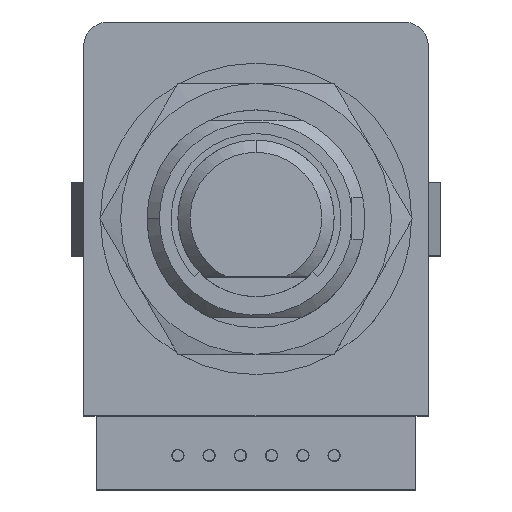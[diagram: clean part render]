
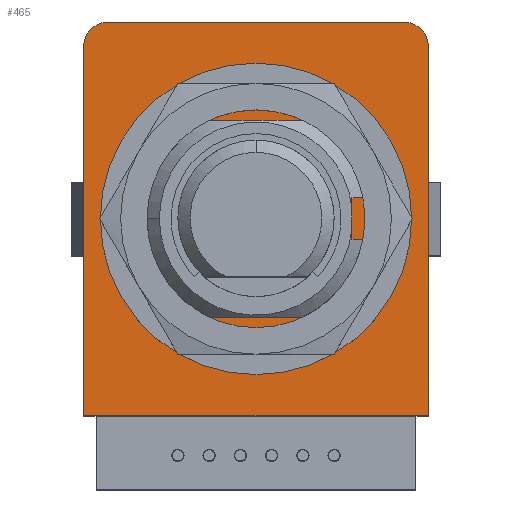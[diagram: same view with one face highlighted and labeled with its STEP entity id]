
A CAD part, top view. The second image highlights one B-rep face of the part: STEP entity #465.
In plain terms, the highlighted planar face has unit normal (0, 0, 1).
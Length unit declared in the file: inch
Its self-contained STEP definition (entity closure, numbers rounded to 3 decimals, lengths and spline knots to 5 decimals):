
#204 = EDGE_CURVE ( 'NONE', #16670, #10068, #24247, .T. ) ;
#209 = DIRECTION ( 'NONE',  ( -1., 0., 0. ) ) ;
#332 = EDGE_CURVE ( 'NONE', #24317, #22373, #10905, .T. ) ;
#465 = ADVANCED_FACE ( 'NONE', ( #1738, #14856 ), #11068, .F. ) ;
#525 = VECTOR ( 'NONE', #6672, 39.37008 ) ;
#829 = VERTEX_POINT ( 'NONE', #11374 ) ;
#839 = CARTESIAN_POINT ( 'NONE',  ( 0.23622, 0.27559, 0. ) ) ;
#854 = VECTOR ( 'NONE', #9995, 39.37008 ) ;
#891 = EDGE_CURVE ( 'NONE', #24317, #6372, #9872, .T. ) ;
#1534 = EDGE_CURVE ( 'NONE', #24035, #22143, #9517, .T. ) ;
#1611 = CARTESIAN_POINT ( 'NONE',  ( 0.19023, 0.03346, 0. ) ) ;
#1738 = FACE_BOUND ( 'NONE', #8041, .T. ) ;
#1767 = CARTESIAN_POINT ( 'NONE',  ( 0.0745, 0.15748, 0. ) ) ;
#1777 = DIRECTION ( 'NONE',  ( 0., -1., 0. ) ) ;
#1856 = CARTESIAN_POINT ( 'NONE',  ( -0.23622, 0.27559, 0. ) ) ;
#1899 = CARTESIAN_POINT ( 'NONE',  ( 0.17097, 0.03346, 0. ) ) ;
#2037 = EDGE_CURVE ( 'NONE', #23541, #21089, #14591, .T. ) ;
#2147 = EDGE_CURVE ( 'NONE', #11021, #6372, #2526, .T. ) ;
#2526 = CIRCLE ( 'NONE', #14213, 0.17421 ) ;
#2604 = EDGE_CURVE ( 'NONE', #10068, #23541, #13040, .T. ) ;
#2755 = CARTESIAN_POINT ( 'NONE',  ( 0., 0., 0. ) ) ;
#2957 = ORIENTED_EDGE ( 'NONE', *, *, #204, .T. ) ;
#3026 = ORIENTED_EDGE ( 'NONE', *, *, #13037, .T. ) ;
#3090 = CARTESIAN_POINT ( 'NONE',  ( 0.15354, 0.03346, 0. ) ) ;
#4117 = AXIS2_PLACEMENT_3D ( 'NONE', #4401, #17648, #21567 ) ;
#4120 = CARTESIAN_POINT ( 'NONE',  ( -0.23622, 0.27559, 0. ) ) ;
#4244 = VECTOR ( 'NONE', #15358, 39.37008 ) ;
#4315 = CARTESIAN_POINT ( 'NONE',  ( -0.27559, -0.31496, 0. ) ) ;
#4361 = VECTOR ( 'NONE', #20182, 39.37008 ) ;
#4401 = CARTESIAN_POINT ( 'NONE',  ( 0., 0., 0. ) ) ;
#4632 = CARTESIAN_POINT ( 'NONE',  ( 0.27559, -0.31496, 0. ) ) ;
#4680 = CARTESIAN_POINT ( 'NONE',  ( -0.27559, 0.27559, 0. ) ) ;
#5135 = EDGE_CURVE ( 'NONE', #21089, #15805, #6665, .T. ) ;
#5149 = EDGE_CURVE ( 'NONE', #15805, #829, #16444, .T. ) ;
#5691 = ORIENTED_EDGE ( 'NONE', *, *, #14047, .T. ) ;
#5696 = LINE ( 'NONE', #11240, #8506 ) ;
#5750 = LINE ( 'NONE', #24736, #15932 ) ;
#6187 = AXIS2_PLACEMENT_3D ( 'NONE', #15163, #21377, #17332 ) ;
#6372 = VERTEX_POINT ( 'NONE', #16052 ) ;
#6476 = AXIS2_PLACEMENT_3D ( 'NONE', #4120, #11807, #18111 ) ;
#6490 = ORIENTED_EDGE ( 'NONE', *, *, #8522, .T. ) ;
#6501 = AXIS2_PLACEMENT_3D ( 'NONE', #1856, #17519, #9939 ) ;
#6665 = LINE ( 'NONE', #19927, #4361 ) ;
#6672 = DIRECTION ( 'NONE',  ( 1., 0., 0. ) ) ;
#7129 = DIRECTION ( 'NONE',  ( 0., -1., 0. ) ) ;
#7365 = VERTEX_POINT ( 'NONE', #1899 ) ;
#7439 = CARTESIAN_POINT ( 'NONE',  ( 0.15354, -0.03346, 0. ) ) ;
#7941 = ORIENTED_EDGE ( 'NONE', *, *, #332, .F. ) ;
#8041 = EDGE_LOOP ( 'NONE', ( #8401, #10302, #10286, #5691, #7941, #19183, #19229, #22829, #3026 ) ) ;
#8401 = ORIENTED_EDGE ( 'NONE', *, *, #13271, .F. ) ;
#8506 = VECTOR ( 'NONE', #24934, 39.37008 ) ;
#8522 = EDGE_CURVE ( 'NONE', #829, #16670, #5750, .T. ) ;
#8547 = DIRECTION ( 'NONE',  ( 0., 0., 1. ) ) ;
#9149 = CARTESIAN_POINT ( 'NONE',  ( 0.0745, -0.15748, 0. ) ) ;
#9517 = LINE ( 'NONE', #22808, #13825 ) ;
#9810 = DIRECTION ( 'NONE',  ( 0., 0., 1. ) ) ;
#9872 = LINE ( 'NONE', #11761, #854 ) ;
#9939 = DIRECTION ( 'NONE',  ( -1., 0., 0. ) ) ;
#9995 = DIRECTION ( 'NONE',  ( -1., 0., 0. ) ) ;
#10066 = DIRECTION ( 'NONE',  ( -1., 0., 0. ) ) ;
#10068 = VERTEX_POINT ( 'NONE', #4680 ) ;
#10286 = ORIENTED_EDGE ( 'NONE', *, *, #1534, .T. ) ;
#10302 = ORIENTED_EDGE ( 'NONE', *, *, #19761, .T. ) ;
#10454 = DIRECTION ( 'NONE',  ( 0., 0., 1. ) ) ;
#10905 = CIRCLE ( 'NONE', #22233, 0.17421 ) ;
#10916 = EDGE_LOOP ( 'NONE', ( #12552, #14669, #16531, #6490, #2957, #12920 ) ) ;
#10959 = LINE ( 'NONE', #1611, #15102 ) ;
#11005 = CARTESIAN_POINT ( 'NONE',  ( 0.17097, -0.03346, 0. ) ) ;
#11021 = VERTEX_POINT ( 'NONE', #17145 ) ;
#11068 = PLANE ( 'NONE',  #6501 ) ;
#11240 = CARTESIAN_POINT ( 'NONE',  ( -0.11811, 0.15748, 0. ) ) ;
#11364 = CARTESIAN_POINT ( 'NONE',  ( -0.27559, -0.31496, 0. ) ) ;
#11374 = CARTESIAN_POINT ( 'NONE',  ( 0.23622, 0.31496, 0. ) ) ;
#11761 = CARTESIAN_POINT ( 'NONE',  ( -0.11811, -0.15748, 0. ) ) ;
#11807 = DIRECTION ( 'NONE',  ( 0., 0., 1. ) ) ;
#12001 = EDGE_CURVE ( 'NONE', #16510, #11021, #23976, .T. ) ;
#12012 = AXIS2_PLACEMENT_3D ( 'NONE', #839, #8547, #10066 ) ;
#12552 = ORIENTED_EDGE ( 'NONE', *, *, #2037, .T. ) ;
#12920 = ORIENTED_EDGE ( 'NONE', *, *, #2604, .T. ) ;
#13037 = EDGE_CURVE ( 'NONE', #16510, #19611, #5696, .T. ) ;
#13040 = LINE ( 'NONE', #11364, #20334 ) ;
#13111 = DIRECTION ( 'NONE',  ( -1., 0., 0. ) ) ;
#13271 = EDGE_CURVE ( 'NONE', #7365, #19611, #14172, .T. ) ;
#13730 = CARTESIAN_POINT ( 'NONE',  ( -0.23622, 0.31496, 0. ) ) ;
#13825 = VECTOR ( 'NONE', #7129, 39.37008 ) ;
#14047 = EDGE_CURVE ( 'NONE', #22143, #22373, #25031, .T. ) ;
#14172 = CIRCLE ( 'NONE', #4117, 0.17421 ) ;
#14213 = AXIS2_PLACEMENT_3D ( 'NONE', #15715, #9810, #209 ) ;
#14591 = LINE ( 'NONE', #24501, #525 ) ;
#14669 = ORIENTED_EDGE ( 'NONE', *, *, #5135, .T. ) ;
#14856 = FACE_OUTER_BOUND ( 'NONE', #10916, .T. ) ;
#15102 = VECTOR ( 'NONE', #13111, 39.37008 ) ;
#15163 = CARTESIAN_POINT ( 'NONE',  ( 0., 0., 0. ) ) ;
#15358 = DIRECTION ( 'NONE',  ( 1., 0., 0. ) ) ;
#15715 = CARTESIAN_POINT ( 'NONE',  ( 0., 0., 0. ) ) ;
#15805 = VERTEX_POINT ( 'NONE', #20728 ) ;
#15932 = VECTOR ( 'NONE', #20902, 39.37008 ) ;
#16052 = CARTESIAN_POINT ( 'NONE',  ( -0.0745, -0.15748, 0. ) ) ;
#16444 = CIRCLE ( 'NONE', #12012, 0.03937 ) ;
#16510 = VERTEX_POINT ( 'NONE', #19215 ) ;
#16531 = ORIENTED_EDGE ( 'NONE', *, *, #5149, .T. ) ;
#16670 = VERTEX_POINT ( 'NONE', #13730 ) ;
#17145 = CARTESIAN_POINT ( 'NONE',  ( -0.17421, 0., 0. ) ) ;
#17332 = DIRECTION ( 'NONE',  ( -1., 0., 0. ) ) ;
#17519 = DIRECTION ( 'NONE',  ( 0., 0., -1. ) ) ;
#17648 = DIRECTION ( 'NONE',  ( 0., 0., 1. ) ) ;
#18111 = DIRECTION ( 'NONE',  ( -1., 0., 0. ) ) ;
#19183 = ORIENTED_EDGE ( 'NONE', *, *, #891, .T. ) ;
#19215 = CARTESIAN_POINT ( 'NONE',  ( -0.0745, 0.15748, 0. ) ) ;
#19229 = ORIENTED_EDGE ( 'NONE', *, *, #2147, .F. ) ;
#19611 = VERTEX_POINT ( 'NONE', #1767 ) ;
#19754 = CARTESIAN_POINT ( 'NONE',  ( 0.15354, -0.03346, 0. ) ) ;
#19761 = EDGE_CURVE ( 'NONE', #7365, #24035, #10959, .T. ) ;
#19927 = CARTESIAN_POINT ( 'NONE',  ( 0.27559, 0.27559, 0. ) ) ;
#19954 = DIRECTION ( 'NONE',  ( -1., 0., 0. ) ) ;
#20182 = DIRECTION ( 'NONE',  ( 0., 1., 0. ) ) ;
#20334 = VECTOR ( 'NONE', #1777, 39.37008 ) ;
#20728 = CARTESIAN_POINT ( 'NONE',  ( 0.27559, 0.27559, 0. ) ) ;
#20902 = DIRECTION ( 'NONE',  ( -1., 0., 0. ) ) ;
#21089 = VERTEX_POINT ( 'NONE', #4632 ) ;
#21377 = DIRECTION ( 'NONE',  ( 0., 0., 1. ) ) ;
#21567 = DIRECTION ( 'NONE',  ( -1., 0., 0. ) ) ;
#22143 = VERTEX_POINT ( 'NONE', #19754 ) ;
#22233 = AXIS2_PLACEMENT_3D ( 'NONE', #2755, #10454, #19954 ) ;
#22373 = VERTEX_POINT ( 'NONE', #11005 ) ;
#22808 = CARTESIAN_POINT ( 'NONE',  ( 0.15354, 0.03346, 0. ) ) ;
#22829 = ORIENTED_EDGE ( 'NONE', *, *, #12001, .F. ) ;
#23541 = VERTEX_POINT ( 'NONE', #4315 ) ;
#23976 = CIRCLE ( 'NONE', #6187, 0.17421 ) ;
#24035 = VERTEX_POINT ( 'NONE', #3090 ) ;
#24247 = CIRCLE ( 'NONE', #6476, 0.03937 ) ;
#24317 = VERTEX_POINT ( 'NONE', #9149 ) ;
#24501 = CARTESIAN_POINT ( 'NONE',  ( 0.27559, -0.31496, 0. ) ) ;
#24736 = CARTESIAN_POINT ( 'NONE',  ( -0.23622, 0.31496, 0. ) ) ;
#24934 = DIRECTION ( 'NONE',  ( 1., 0., 0. ) ) ;
#25031 = LINE ( 'NONE', #7439, #4244 ) ;
